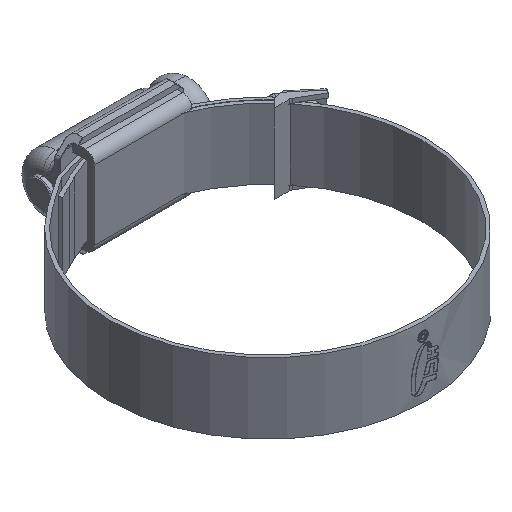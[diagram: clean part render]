
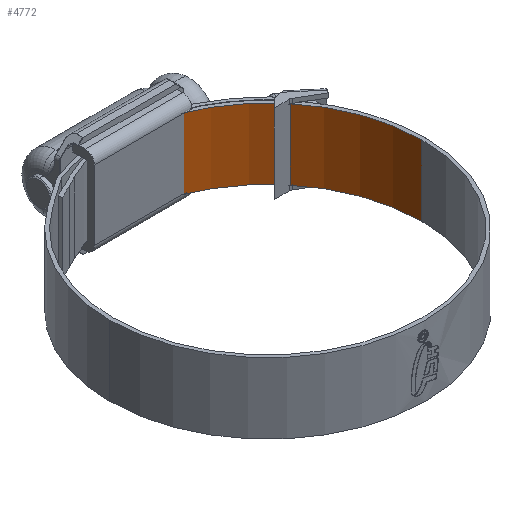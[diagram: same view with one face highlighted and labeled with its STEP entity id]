
A CAD part, isometric view. The second image highlights one B-rep face of the part: STEP entity #4772.
In plain terms, the highlighted cylindrical face has radius 35 mm (diameter 70 mm), a partial arc.
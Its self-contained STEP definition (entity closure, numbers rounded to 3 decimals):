
#349 = DIRECTION ( 'NONE',  ( 0., 0., -1. ) ) ;
#897 = ORIENTED_EDGE ( 'NONE', *, *, #1390, .F. ) ;
#973 = CIRCLE ( 'NONE', #1903, 35. ) ;
#1111 = LINE ( 'NONE', #2048, #11284 ) ;
#1112 = CYLINDRICAL_SURFACE ( 'NONE', #6045, 35. ) ;
#1167 = CARTESIAN_POINT ( 'NONE',  ( 0., 0., -8. ) ) ;
#1366 = VERTEX_POINT ( 'NONE', #5372 ) ;
#1390 = EDGE_CURVE ( 'NONE', #6866, #1366, #3088, .T. ) ;
#1812 = DIRECTION ( 'NONE',  ( -1., 0., 0. ) ) ;
#1866 = EDGE_LOOP ( 'NONE', ( #10669, #1894, #897, #10565 ) ) ;
#1894 = ORIENTED_EDGE ( 'NONE', *, *, #2471, .T. ) ;
#1903 = AXIS2_PLACEMENT_3D ( 'NONE', #1167, #349, #7483 ) ;
#2048 = CARTESIAN_POINT ( 'NONE',  ( 35., 0., -8. ) ) ;
#2088 = VERTEX_POINT ( 'NONE', #11442 ) ;
#2099 = VERTEX_POINT ( 'NONE', #4394 ) ;
#2471 = EDGE_CURVE ( 'NONE', #2099, #1366, #1111, .T. ) ;
#2738 = DIRECTION ( 'NONE',  ( 0., 0., -1. ) ) ;
#2747 = FACE_OUTER_BOUND ( 'NONE', #1866, .T. ) ;
#3088 = CIRCLE ( 'NONE', #4957, 35. ) ;
#3562 = CARTESIAN_POINT ( 'NONE',  ( 0., 0., -8. ) ) ;
#3784 = DIRECTION ( 'NONE',  ( 0., 0., 1. ) ) ;
#4323 = DIRECTION ( 'NONE',  ( 0., 0., 1. ) ) ;
#4394 = CARTESIAN_POINT ( 'NONE',  ( 35., 0., -8. ) ) ;
#4772 = ADVANCED_FACE ( 'NONE', ( #2747 ), #1112, .F. ) ;
#4957 = AXIS2_PLACEMENT_3D ( 'NONE', #11537, #2738, #1812 ) ;
#5154 = LINE ( 'NONE', #11378, #5435 ) ;
#5372 = CARTESIAN_POINT ( 'NONE',  ( 35., 0., 8. ) ) ;
#5435 = VECTOR ( 'NONE', #4323, 1000. ) ;
#5669 = DIRECTION ( 'NONE',  ( 0., 0., 1. ) ) ;
#6045 = AXIS2_PLACEMENT_3D ( 'NONE', #3562, #3784, #6329 ) ;
#6329 = DIRECTION ( 'NONE',  ( 1., 0., 0. ) ) ;
#6866 = VERTEX_POINT ( 'NONE', #10690 ) ;
#7483 = DIRECTION ( 'NONE',  ( -1., 0., 0. ) ) ;
#8324 = EDGE_CURVE ( 'NONE', #2088, #2099, #973, .T. ) ;
#9593 = EDGE_CURVE ( 'NONE', #2088, #6866, #5154, .T. ) ;
#10565 = ORIENTED_EDGE ( 'NONE', *, *, #9593, .F. ) ;
#10669 = ORIENTED_EDGE ( 'NONE', *, *, #8324, .T. ) ;
#10690 = CARTESIAN_POINT ( 'NONE',  ( 0., 35., 8. ) ) ;
#11284 = VECTOR ( 'NONE', #5669, 1000. ) ;
#11378 = CARTESIAN_POINT ( 'NONE',  ( 0., 35., -8. ) ) ;
#11442 = CARTESIAN_POINT ( 'NONE',  ( 0., 35., -8. ) ) ;
#11537 = CARTESIAN_POINT ( 'NONE',  ( 0., 0., 8. ) ) ;
